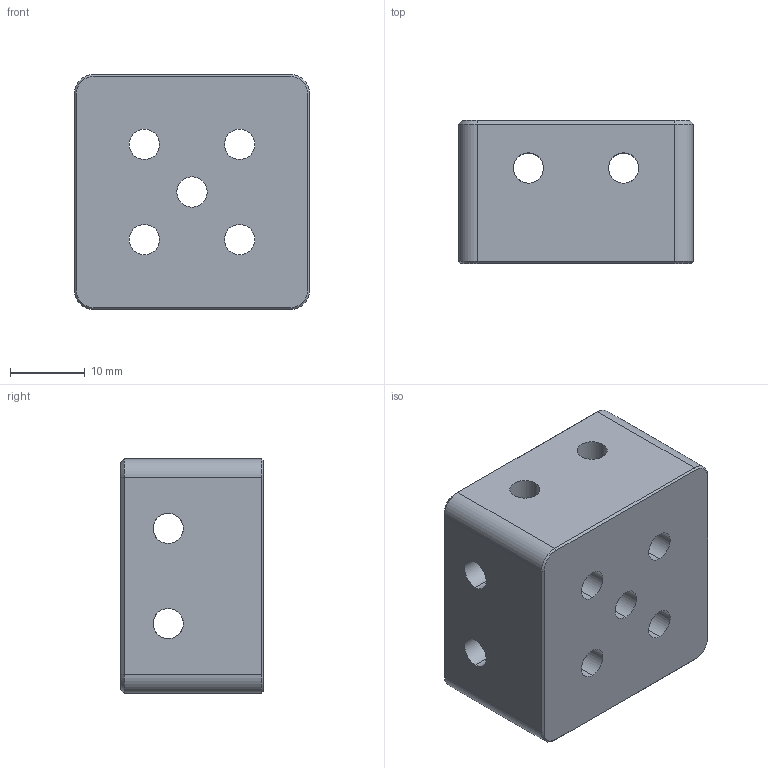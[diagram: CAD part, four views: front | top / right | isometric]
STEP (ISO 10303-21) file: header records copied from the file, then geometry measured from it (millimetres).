
FILE_DESCRIPTION (( 'STEP AP214' ), '1' );
FILE_NAME ('WCP-0375.step', '2021-09-15T07:32:13', ( '' ), ( '' ), 'SwSTEP 2.0', 'SolidWorks 2020', '' );
FILE_SCHEMA (( 'AUTOMOTIVE_DESIGN' ));
Length unit declared in the file: inch
Products named in the file (1): WCP-0375
Bounding box: 31.37 x 19.05 x 31.37 mm (x, y, z)
Volume: 11307.3 mm3; surface area: 5793.9 mm2
Topology: 1 solids, 1 shells, 69 faces, 198 edges, 124 vertices
Faces by surface type: cylinder 34, plane 23, cone 12
Entity records: 2898 total; most frequent: CARTESIAN_POINT 632, DIRECTION 402, ORIENTED_EDGE 396, EDGE_CURVE 198, AXIS2_PLACEMENT_3D 150, VERTEX_POINT 124, VECTOR 102, LINE 102
